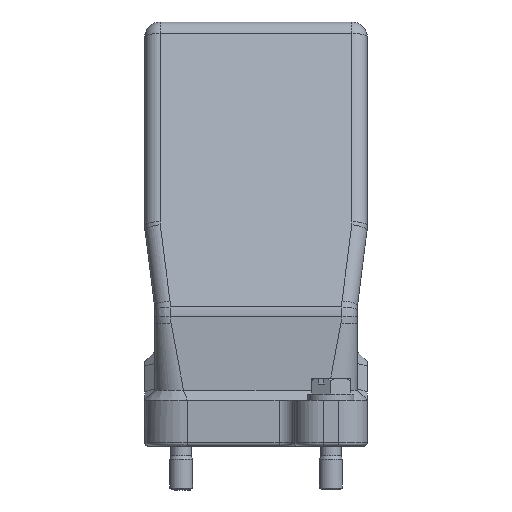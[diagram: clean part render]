
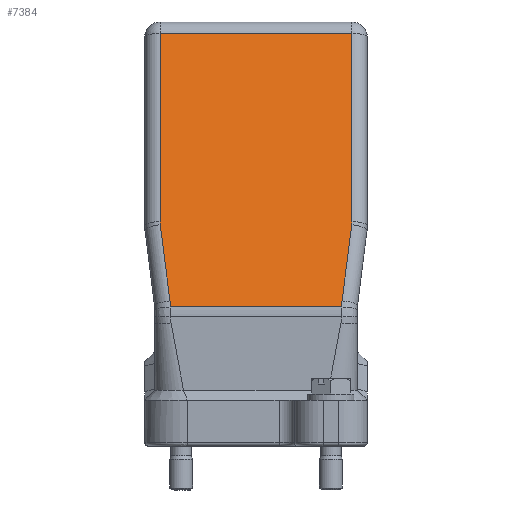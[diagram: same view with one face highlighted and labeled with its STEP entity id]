
A CAD part, left-side view. The second image highlights one B-rep face of the part: STEP entity #7384.
In plain terms, the highlighted planar face has unit normal (-0.966, 0, 0.259).
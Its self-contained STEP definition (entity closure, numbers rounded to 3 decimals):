
#6460=PLANE('',#21115);
#7384=ADVANCED_FACE('',(#8287),#6460,.T.);
#8287=FACE_OUTER_BOUND('',#9104,.T.);
#9104=EDGE_LOOP('',(#13223,#13224,#13225,#13226,#13227,#13228,#13229,#13230,
#13231,#13232));
#10076=LINE('',#27736,#11187);
#10077=LINE('',#27758,#11188);
#10078=LINE('',#27779,#11189);
#10080=LINE('',#27801,#11191);
#10137=LINE('',#28507,#11248);
#10155=LINE('',#28714,#11266);
#10156=LINE('',#28720,#11267);
#10157=LINE('',#28727,#11268);
#11187=VECTOR('',#22326,1.);
#11188=VECTOR('',#22335,1.);
#11189=VECTOR('',#22342,1.);
#11191=VECTOR('',#22346,1.);
#11248=VECTOR('',#22589,1.);
#11266=VECTOR('',#22665,1.);
#11267=VECTOR('',#22674,1.);
#11268=VECTOR('',#22677,1.);
#13223=ORIENTED_EDGE('',*,*,#18750,.T.);
#13224=ORIENTED_EDGE('',*,*,#18710,.T.);
#13225=ORIENTED_EDGE('',*,*,#18754,.T.);
#13226=ORIENTED_EDGE('',*,*,#18755,.T.);
#13227=ORIENTED_EDGE('',*,*,#18558,.T.);
#13228=ORIENTED_EDGE('',*,*,#18562,.F.);
#13229=ORIENTED_EDGE('',*,*,#18565,.F.);
#13230=ORIENTED_EDGE('',*,*,#18568,.F.);
#13231=ORIENTED_EDGE('',*,*,#18572,.T.);
#13232=ORIENTED_EDGE('',*,*,#18753,.T.);
#17040=VERTEX_POINT('',#27731);
#17042=VERTEX_POINT('',#27735);
#17043=VERTEX_POINT('',#27757);
#17045=VERTEX_POINT('',#27780);
#17046=VERTEX_POINT('',#27802);
#17048=VERTEX_POINT('',#27811);
#17131=VERTEX_POINT('',#28500);
#17133=VERTEX_POINT('',#28506);
#17153=VERTEX_POINT('',#28715);
#17154=VERTEX_POINT('',#28726);
#18558=EDGE_CURVE('',#17040,#17042,#10076,.T.);
#18562=EDGE_CURVE('',#17043,#17042,#10077,.T.);
#18565=EDGE_CURVE('',#17045,#17043,#10078,.T.);
#18568=EDGE_CURVE('',#17046,#17045,#10080,.T.);
#18572=EDGE_CURVE('',#17046,#17048,#20424,.T.);
#18710=EDGE_CURVE('',#17131,#17133,#10137,.T.);
#18750=EDGE_CURVE('',#17153,#17131,#10155,.T.);
#18753=EDGE_CURVE('',#17048,#17153,#10156,.T.);
#18754=EDGE_CURVE('',#17133,#17154,#20468,.T.);
#18755=EDGE_CURVE('',#17154,#17040,#10157,.T.);
#20424=B_SPLINE_CURVE_WITH_KNOTS('',3,(#27812,#27813,#27814,#27815),
 .UNSPECIFIED.,.F.,.F.,(4,4),(0.,1.),.UNSPECIFIED.);
#20468=B_SPLINE_CURVE_WITH_KNOTS('',3,(#28722,#28723,#28724,#28725),
 .UNSPECIFIED.,.F.,.F.,(4,4),(0.,1.),.UNSPECIFIED.);
#21115=AXIS2_PLACEMENT_3D('',#28728,#22678,#22679);
#22326=DIRECTION('',(-0.259,0.,-0.966));
#22335=DIRECTION('',(0.,1.,0.));
#22342=DIRECTION('',(-0.259,0.,-0.966));
#22346=DIRECTION('',(-0.257,0.123,-0.959));
#22589=DIRECTION('',(-0.259,0.,-0.966));
#22665=DIRECTION('',(0.,1.,0.));
#22674=DIRECTION('',(0.259,0.,0.966));
#22677=DIRECTION('',(-0.257,-0.123,-0.959));
#22678=DIRECTION('',(-0.966,0.,0.259));
#22679=DIRECTION('',(-0.259,0.,-0.966));
#27731=CARTESIAN_POINT('',(-74.252,22.4,37.79));
#27735=CARTESIAN_POINT('',(-74.659,22.4,36.272));
#27736=CARTESIAN_POINT('',(-74.252,22.4,37.79));
#27757=CARTESIAN_POINT('',(-74.659,-22.4,36.272));
#27758=CARTESIAN_POINT('',(-74.659,-22.4,36.272));
#27779=CARTESIAN_POINT('',(-74.252,-22.4,37.79));
#27780=CARTESIAN_POINT('',(-74.252,-22.4,37.79));
#27801=CARTESIAN_POINT('',(-68.915,-24.951,57.711));
#27802=CARTESIAN_POINT('',(-68.915,-24.951,57.711));
#27811=CARTESIAN_POINT('',(-68.71,-25.,58.473));
#27812=CARTESIAN_POINT('',(-68.915,-24.951,57.711));
#27813=CARTESIAN_POINT('',(-68.847,-24.984,57.964));
#27814=CARTESIAN_POINT('',(-68.779,-25.,58.218));
#27815=CARTESIAN_POINT('',(-68.71,-25.,58.473));
#28500=CARTESIAN_POINT('',(-55.564,25.,107.535));
#28506=CARTESIAN_POINT('',(-68.71,25.,58.473));
#28507=CARTESIAN_POINT('',(-55.564,25.,107.535));
#28714=CARTESIAN_POINT('',(-55.564,-25.,107.535));
#28715=CARTESIAN_POINT('',(-55.564,-25.,107.535));
#28720=CARTESIAN_POINT('',(-68.71,-25.,58.473));
#28722=CARTESIAN_POINT('',(-68.71,25.,58.473));
#28723=CARTESIAN_POINT('',(-68.779,25.,58.218));
#28724=CARTESIAN_POINT('',(-68.847,24.984,57.964));
#28725=CARTESIAN_POINT('',(-68.915,24.951,57.711));
#28726=CARTESIAN_POINT('',(-68.915,24.951,57.711));
#28727=CARTESIAN_POINT('',(-68.915,24.951,57.711));
#28728=CARTESIAN_POINT('',(-53.732,27.6,114.372));
